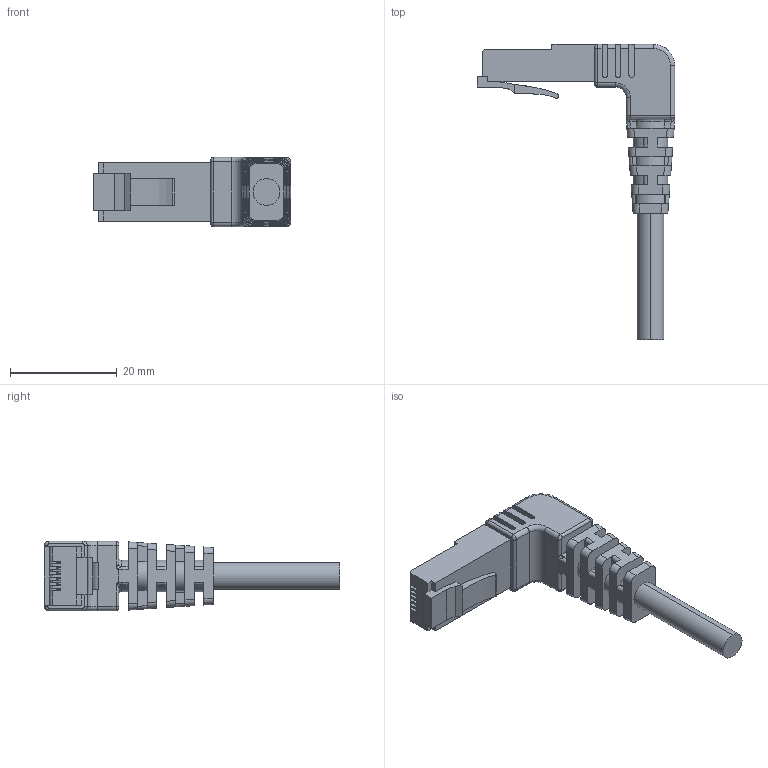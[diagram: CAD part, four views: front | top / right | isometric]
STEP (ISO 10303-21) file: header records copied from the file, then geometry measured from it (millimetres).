
FILE_DESCRIPTION (( 'STEP AP203' ), '1' );
FILE_NAME ('ethernet_Rt Angle.STEP', '2017-05-15T22:44:54', ( '' ), ( '' ), 'SwSTEP 2.0', 'SolidWorks 2012', '' );
FILE_SCHEMA (( 'CONFIG_CONTROL_DESIGN' ));
Length unit declared in the file: millimetre
Products named in the file (1): ethernet_Rt Angle
Bounding box: 37 x 55.27 x 13 mm (x, y, z)
Volume: 5237.5 mm3; surface area: 3732.7 mm2
Topology: 1 solids, 7 shells, 385 faces, 1042 edges, 674 vertices
Faces by surface type: plane 220, cylinder 84, bspline 69, torus 12
Entity records: 12769 total; most frequent: CARTESIAN_POINT 3503, ORIENTED_EDGE 2084, DIRECTION 1734, EDGE_CURVE 1042, LINE 704, VECTOR 704, VERTEX_POINT 674, AXIS2_PLACEMENT_3D 515
